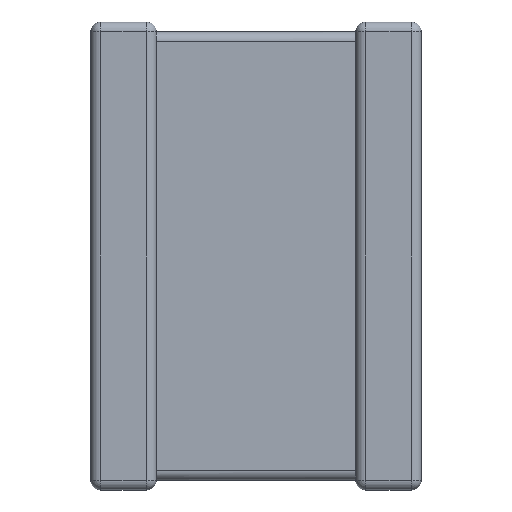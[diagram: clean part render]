
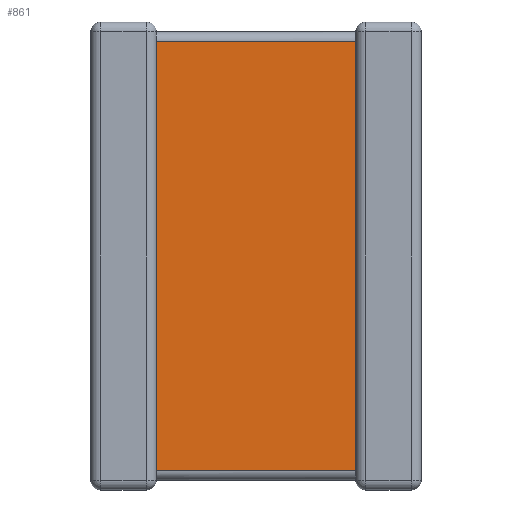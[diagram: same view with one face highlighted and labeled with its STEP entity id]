
A CAD part, front view. The second image highlights one B-rep face of the part: STEP entity #861.
In plain terms, the highlighted planar face has unit normal (0, -1, 0).
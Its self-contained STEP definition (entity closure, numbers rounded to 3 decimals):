
#189 = CARTESIAN_POINT ( 'NONE',  ( 0.95, 0.141, -6.517 ) ) ;
#446 = LINE ( 'NONE', #1237, #4389 ) ;
#566 = DIRECTION ( 'NONE',  ( 0., 0., 1. ) ) ;
#625 = ORIENTED_EDGE ( 'NONE', *, *, #1209, .F. ) ;
#861 = ADVANCED_FACE ( 'NONE', ( #1021 ), #3588, .T. ) ;
#1021 = FACE_OUTER_BOUND ( 'NONE', #4010, .T. ) ;
#1075 = CARTESIAN_POINT ( 'NONE',  ( 3.85, 0.141, -6.8 ) ) ;
#1114 = LINE ( 'NONE', #1075, #3860 ) ;
#1135 = LINE ( 'NONE', #1575, #4459 ) ;
#1149 = CARTESIAN_POINT ( 'NONE',  ( 0.95, 0.141, -0.283 ) ) ;
#1209 = EDGE_CURVE ( 'NONE', #2796, #2128, #446, .T. ) ;
#1237 = CARTESIAN_POINT ( 'NONE',  ( 0.95, 0.141, -6.8 ) ) ;
#1480 = DIRECTION ( 'NONE',  ( 0., -1., 0. ) ) ;
#1502 = AXIS2_PLACEMENT_3D ( 'NONE', #2905, #1480, #3947 ) ;
#1575 = CARTESIAN_POINT ( 'NONE',  ( 0.95, 0.141, -0.283 ) ) ;
#1946 = DIRECTION ( 'NONE',  ( 1., 0., 0. ) ) ;
#1950 = ORIENTED_EDGE ( 'NONE', *, *, #3724, .T. ) ;
#2128 = VERTEX_POINT ( 'NONE', #1149 ) ;
#2429 = EDGE_CURVE ( 'NONE', #2796, #3987, #3053, .T. ) ;
#2680 = CARTESIAN_POINT ( 'NONE',  ( 3.85, 0.141, -6.517 ) ) ;
#2707 = ORIENTED_EDGE ( 'NONE', *, *, #2429, .T. ) ;
#2775 = EDGE_CURVE ( 'NONE', #3969, #2128, #1135, .T. ) ;
#2796 = VERTEX_POINT ( 'NONE', #189 ) ;
#2905 = CARTESIAN_POINT ( 'NONE',  ( 0.95, 0.141, -6.8 ) ) ;
#3053 = LINE ( 'NONE', #2680, #3113 ) ;
#3113 = VECTOR ( 'NONE', #1946, 1000. ) ;
#3332 = DIRECTION ( 'NONE',  ( 0., 0., 1. ) ) ;
#3386 = DIRECTION ( 'NONE',  ( -1., 0., 0. ) ) ;
#3588 = PLANE ( 'NONE',  #1502 ) ;
#3660 = CARTESIAN_POINT ( 'NONE',  ( 3.85, 0.141, -6.517 ) ) ;
#3724 = EDGE_CURVE ( 'NONE', #3987, #3969, #1114, .T. ) ;
#3860 = VECTOR ( 'NONE', #3332, 1000. ) ;
#3901 = CARTESIAN_POINT ( 'NONE',  ( 3.85, 0.141, -0.283 ) ) ;
#3947 = DIRECTION ( 'NONE',  ( 0., 0., -1. ) ) ;
#3969 = VERTEX_POINT ( 'NONE', #3901 ) ;
#3987 = VERTEX_POINT ( 'NONE', #3660 ) ;
#4010 = EDGE_LOOP ( 'NONE', ( #625, #2707, #1950, #4134 ) ) ;
#4134 = ORIENTED_EDGE ( 'NONE', *, *, #2775, .T. ) ;
#4389 = VECTOR ( 'NONE', #566, 1000. ) ;
#4459 = VECTOR ( 'NONE', #3386, 1000. ) ;
